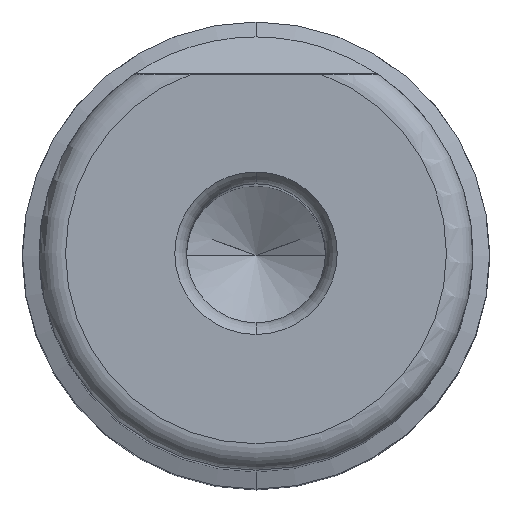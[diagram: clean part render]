
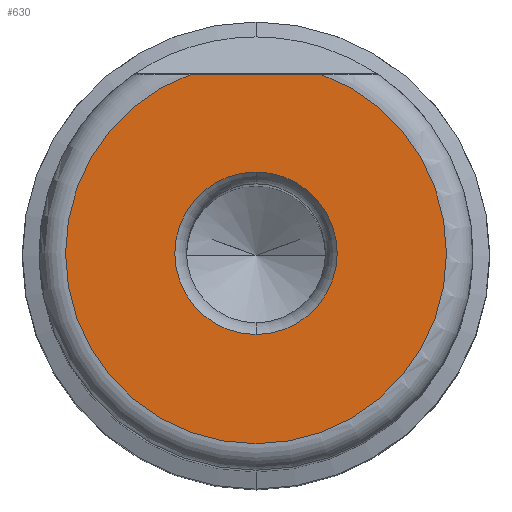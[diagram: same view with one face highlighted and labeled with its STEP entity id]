
A CAD part, top view. The second image highlights one B-rep face of the part: STEP entity #630.
In plain terms, the highlighted face is planar.
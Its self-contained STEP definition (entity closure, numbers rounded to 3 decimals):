
#19=DIRECTION('',(-1.,0.,0.));
#20=VECTOR('',#19,7.484);
#21=CARTESIAN_POINT('',(3.742,-55.88,-10.314));
#22=LINE('',#21,#20);
#27=CARTESIAN_POINT('',(0.,-55.88,0.));
#28=DIRECTION('',(0.,-1.,0.));
#29=DIRECTION('',(0.,0.,-1.));
#30=AXIS2_PLACEMENT_3D('',#27,#28,#29);
#35=CARTESIAN_POINT('',(0.,-55.88,0.));
#36=DIRECTION('',(0.,-1.,0.));
#37=DIRECTION('',(0.,0.,1.));
#38=AXIS2_PLACEMENT_3D('',#35,#36,#37);
#120=CARTESIAN_POINT('',(0.,-55.88,0.));
#121=DIRECTION('',(0.,-1.,0.));
#122=DIRECTION('',(0.341,0.,-0.94));
#123=AXIS2_PLACEMENT_3D('',#120,#121,#122);
#550=CARTESIAN_POINT('',(3.742,-55.88,-10.314));
#551=CARTESIAN_POINT('',(-3.742,-55.88,-10.314));
#552=VERTEX_POINT('',#550);
#553=VERTEX_POINT('',#551);
#593=CARTESIAN_POINT('',(0.,-55.88,-4.677));
#594=CARTESIAN_POINT('',(0.,-55.88,4.677));
#595=VERTEX_POINT('',#593);
#596=VERTEX_POINT('',#594);
#613=CARTESIAN_POINT('',(0.,-55.88,0.));
#614=DIRECTION('',(0.,-1.,0.));
#615=DIRECTION('',(0.,0.,1.));
#616=AXIS2_PLACEMENT_3D('',#613,#614,#615);
#617=PLANE('',#616);
#619=ORIENTED_EDGE('',*,*,#618,.T.);
#621=ORIENTED_EDGE('',*,*,#620,.F.);
#622=EDGE_LOOP('',(#619,#621));
#623=FACE_OUTER_BOUND('',#622,.F.);
#625=ORIENTED_EDGE('',*,*,#624,.T.);
#627=ORIENTED_EDGE('',*,*,#626,.T.);
#628=EDGE_LOOP('',(#625,#627));
#629=FACE_BOUND('',#628,.F.);
#630=ADVANCED_FACE('',(#623,#629),#617,.T.);
#31=CIRCLE('',#30,4.677);
#39=CIRCLE('',#38,4.677);
#124=CIRCLE('',#123,10.972);
#618=EDGE_CURVE('',#552,#553,#22,.T.);
#620=EDGE_CURVE('',#552,#553,#124,.T.);
#624=EDGE_CURVE('',#595,#596,#31,.T.);
#626=EDGE_CURVE('',#596,#595,#39,.T.);
